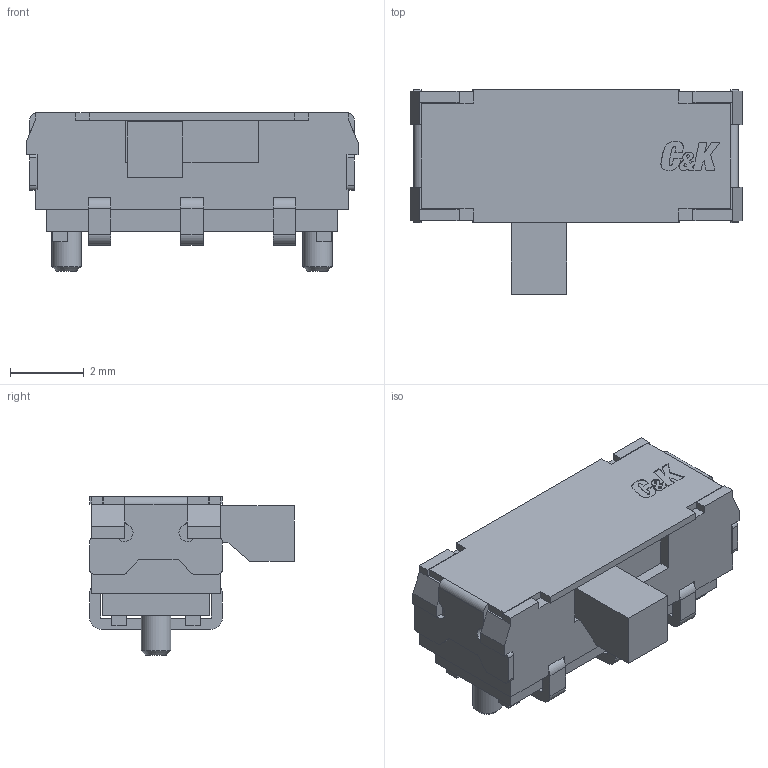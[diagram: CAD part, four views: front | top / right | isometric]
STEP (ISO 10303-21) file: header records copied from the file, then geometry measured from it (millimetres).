
FILE_DESCRIPTION(('FreeCAD Model'),'2;1');
FILE_NAME('1.step','2019-04-07T11:57:23',( 'kicad StepUp'),('ksu MCAD'),'Open CASCADE STEP processor 7.2', 'FreeCAD','Unknown');
FILE_SCHEMA(('AUTOMOTIVE_DESIGN { 1 0 10303 214 1 1 1 1 }'));
Length unit declared in the file: millimetre
Products named in the file (1): 1
Bounding box: 9 x 5.55 x 4.3 mm (x, y, z)
Volume: 100.2 mm3; surface area: 202.2 mm2
Topology: 1 solids, 1 shells, 307 faces, 861 edges, 562 vertices
Faces by surface type: plane 206, cylinder 52, extrusion 47, cone 2
Full cylindrical faces by diameter (mm): 0.8 x2
Entity records: 12450 total; most frequent: CARTESIAN_POINT 2460, ORIENTED_EDGE 1722, DIRECTION 1452, EDGE_CURVE 861, VECTOR 682, LINE 635, VERTEX_POINT 562, AXIS2_PLACEMENT_3D 385
